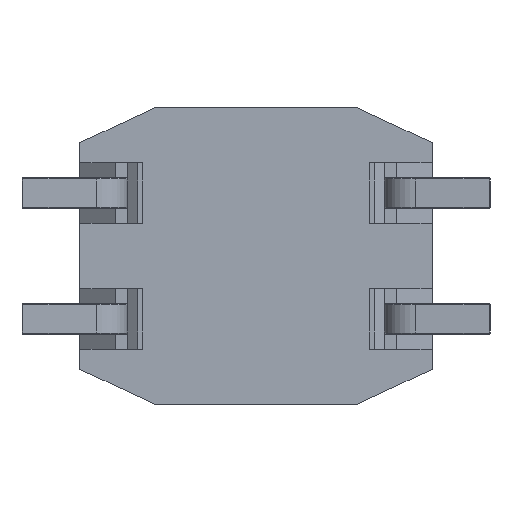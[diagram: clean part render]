
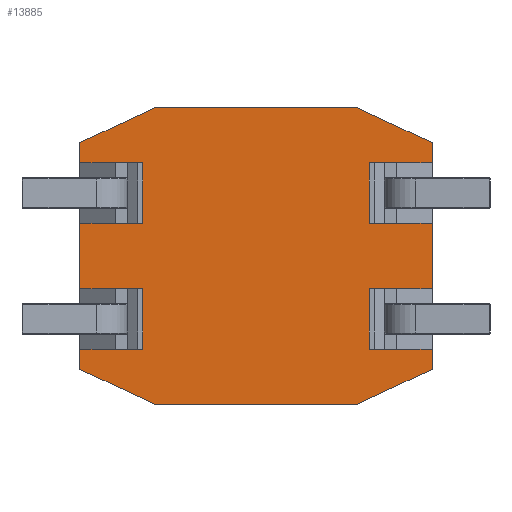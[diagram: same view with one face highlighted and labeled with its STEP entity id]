
A CAD part, front view. The second image highlights one B-rep face of the part: STEP entity #13885.
In plain terms, the highlighted planar face has unit normal (0, -1, 0).
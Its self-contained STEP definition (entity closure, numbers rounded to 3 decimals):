
#54=DIRECTION('',(0.,0.,1.));
#55=VECTOR('',#54,1.3);
#56=CARTESIAN_POINT('',(-3.5,0.,-0.65));
#57=LINE('',#56,#55);
#58=DIRECTION('',(0.,0.,1.));
#59=VECTOR('',#58,1.2);
#60=CARTESIAN_POINT('',(-2.25,0.,0.65));
#61=LINE('',#60,#59);
#62=DIRECTION('',(0.,0.,1.));
#63=VECTOR('',#62,0.4);
#64=CARTESIAN_POINT('',(-3.5,0.,1.85));
#65=LINE('',#64,#63);
#66=DIRECTION('',(0.906,0.,0.423));
#67=VECTOR('',#66,1.655);
#68=CARTESIAN_POINT('',(-3.5,0.,2.25));
#69=LINE('',#68,#67);
#70=DIRECTION('',(1.,0.,0.));
#71=VECTOR('',#70,4.);
#72=CARTESIAN_POINT('',(-2.,0.,2.95));
#73=LINE('',#72,#71);
#74=DIRECTION('',(0.906,0.,-0.423));
#75=VECTOR('',#74,1.655);
#76=CARTESIAN_POINT('',(2.,0.,2.95));
#77=LINE('',#76,#75);
#78=DIRECTION('',(0.,0.,-1.));
#79=VECTOR('',#78,0.4);
#80=CARTESIAN_POINT('',(3.5,0.,2.25));
#81=LINE('',#80,#79);
#82=DIRECTION('',(0.,0.,1.));
#83=VECTOR('',#82,1.2);
#84=CARTESIAN_POINT('',(2.25,0.,0.65));
#85=LINE('',#84,#83);
#86=DIRECTION('',(0.,0.,-1.));
#87=VECTOR('',#86,1.3);
#88=CARTESIAN_POINT('',(3.5,0.,0.65));
#89=LINE('',#88,#87);
#90=DIRECTION('',(0.,0.,-1.));
#91=VECTOR('',#90,1.2);
#92=CARTESIAN_POINT('',(2.25,0.,-0.65));
#93=LINE('',#92,#91);
#94=DIRECTION('',(0.,0.,-1.));
#95=VECTOR('',#94,0.4);
#96=CARTESIAN_POINT('',(3.5,0.,-1.85));
#97=LINE('',#96,#95);
#98=DIRECTION('',(-0.906,0.,-0.423));
#99=VECTOR('',#98,1.655);
#100=CARTESIAN_POINT('',(3.5,0.,-2.25));
#101=LINE('',#100,#99);
#102=DIRECTION('',(-1.,0.,0.));
#103=VECTOR('',#102,4.);
#104=CARTESIAN_POINT('',(2.,0.,-2.95));
#105=LINE('',#104,#103);
#106=DIRECTION('',(-0.906,0.,0.423));
#107=VECTOR('',#106,1.655);
#108=CARTESIAN_POINT('',(-2.,0.,-2.95));
#109=LINE('',#108,#107);
#110=DIRECTION('',(0.,0.,1.));
#111=VECTOR('',#110,0.4);
#112=CARTESIAN_POINT('',(-3.5,0.,-2.25));
#113=LINE('',#112,#111);
#114=DIRECTION('',(0.,0.,-1.));
#115=VECTOR('',#114,1.2);
#116=CARTESIAN_POINT('',(-2.25,0.,-0.65));
#117=LINE('',#116,#115);
#130=DIRECTION('',(1.,0.,0.));
#131=VECTOR('',#130,1.25);
#132=CARTESIAN_POINT('',(-3.5,0.,-0.65));
#133=LINE('',#132,#131);
#158=DIRECTION('',(-1.,0.,0.));
#159=VECTOR('',#158,1.25);
#160=CARTESIAN_POINT('',(-2.25,0.,-1.85));
#161=LINE('',#160,#159);
#335=DIRECTION('',(-1.,0.,0.));
#336=VECTOR('',#335,1.25);
#337=CARTESIAN_POINT('',(-2.25,0.,0.65));
#338=LINE('',#337,#336);
#480=DIRECTION('',(1.,0.,0.));
#481=VECTOR('',#480,1.25);
#482=CARTESIAN_POINT('',(-3.5,0.,1.85));
#483=LINE('',#482,#481);
#9591=DIRECTION('',(-1.,0.,0.));
#9592=VECTOR('',#9591,1.25);
#9593=CARTESIAN_POINT('',(3.5,0.,0.65));
#9594=LINE('',#9593,#9592);
#9740=DIRECTION('',(1.,0.,0.));
#9741=VECTOR('',#9740,1.25);
#9742=CARTESIAN_POINT('',(2.25,0.,1.85));
#9743=LINE('',#9742,#9741);
#9983=DIRECTION('',(-1.,0.,0.));
#9984=VECTOR('',#9983,1.25);
#9985=CARTESIAN_POINT('',(3.5,0.,-1.85));
#9986=LINE('',#9985,#9984);
#10007=DIRECTION('',(1.,0.,0.));
#10008=VECTOR('',#10007,1.25);
#10009=CARTESIAN_POINT('',(2.25,0.,-0.65));
#10010=LINE('',#10009,#10008);
#10450=CARTESIAN_POINT('',(-3.5,0.,2.25));
#10451=CARTESIAN_POINT('',(-2.,0.,2.95));
#10452=VERTEX_POINT('',#10450);
#10453=VERTEX_POINT('',#10451);
#10454=CARTESIAN_POINT('',(2.,0.,2.95));
#10455=VERTEX_POINT('',#10454);
#10456=CARTESIAN_POINT('',(3.5,0.,2.25));
#10457=VERTEX_POINT('',#10456);
#10458=CARTESIAN_POINT('',(3.5,0.,-2.25));
#10459=CARTESIAN_POINT('',(2.,0.,-2.95));
#10460=VERTEX_POINT('',#10458);
#10461=VERTEX_POINT('',#10459);
#10462=CARTESIAN_POINT('',(-2.,0.,-2.95));
#10463=VERTEX_POINT('',#10462);
#10464=CARTESIAN_POINT('',(-3.5,0.,-2.25));
#10465=VERTEX_POINT('',#10464);
#10482=CARTESIAN_POINT('',(3.5,0.,-1.85));
#10484=VERTEX_POINT('',#10482);
#10486=CARTESIAN_POINT('',(3.5,0.,-0.65));
#10488=VERTEX_POINT('',#10486);
#10490=CARTESIAN_POINT('',(-3.5,0.,-1.85));
#10492=VERTEX_POINT('',#10490);
#10494=CARTESIAN_POINT('',(-3.5,0.,-0.65));
#10496=VERTEX_POINT('',#10494);
#10498=CARTESIAN_POINT('',(3.5,0.,0.65));
#10500=VERTEX_POINT('',#10498);
#10502=CARTESIAN_POINT('',(3.5,0.,1.85));
#10504=VERTEX_POINT('',#10502);
#10506=CARTESIAN_POINT('',(-3.5,0.,0.65));
#10508=VERTEX_POINT('',#10506);
#10510=CARTESIAN_POINT('',(-3.5,0.,1.85));
#10512=VERTEX_POINT('',#10510);
#10538=CARTESIAN_POINT('',(-2.25,0.,0.65));
#10539=CARTESIAN_POINT('',(-2.25,0.,1.85));
#10540=VERTEX_POINT('',#10538);
#10541=VERTEX_POINT('',#10539);
#10542=CARTESIAN_POINT('',(2.25,0.,0.65));
#10543=CARTESIAN_POINT('',(2.25,0.,1.85));
#10544=VERTEX_POINT('',#10542);
#10545=VERTEX_POINT('',#10543);
#10554=CARTESIAN_POINT('',(-2.25,0.,-0.65));
#10555=VERTEX_POINT('',#10554);
#10556=CARTESIAN_POINT('',(2.25,0.,-0.65));
#10557=VERTEX_POINT('',#10556);
#10558=CARTESIAN_POINT('',(-2.25,0.,-1.85));
#10559=VERTEX_POINT('',#10558);
#10560=CARTESIAN_POINT('',(2.25,0.,-1.85));
#10561=VERTEX_POINT('',#10560);
#13830=CARTESIAN_POINT('',(0.,0.,0.));
#13831=DIRECTION('',(0.,1.,0.));
#13832=DIRECTION('',(1.,0.,0.));
#13833=AXIS2_PLACEMENT_3D('',#13830,#13831,#13832);
#13834=PLANE('',#13833);
#13836=ORIENTED_EDGE('',*,*,#13835,.F.);
#13838=ORIENTED_EDGE('',*,*,#13837,.T.);
#13840=ORIENTED_EDGE('',*,*,#13839,.F.);
#13842=ORIENTED_EDGE('',*,*,#13841,.T.);
#13844=ORIENTED_EDGE('',*,*,#13843,.F.);
#13846=ORIENTED_EDGE('',*,*,#13845,.T.);
#13848=ORIENTED_EDGE('',*,*,#13847,.T.);
#13850=ORIENTED_EDGE('',*,*,#13849,.T.);
#13852=ORIENTED_EDGE('',*,*,#13851,.T.);
#13854=ORIENTED_EDGE('',*,*,#13853,.T.);
#13856=ORIENTED_EDGE('',*,*,#13855,.F.);
#13858=ORIENTED_EDGE('',*,*,#13857,.F.);
#13860=ORIENTED_EDGE('',*,*,#13859,.F.);
#13862=ORIENTED_EDGE('',*,*,#13861,.T.);
#13864=ORIENTED_EDGE('',*,*,#13863,.F.);
#13866=ORIENTED_EDGE('',*,*,#13865,.T.);
#13868=ORIENTED_EDGE('',*,*,#13867,.F.);
#13870=ORIENTED_EDGE('',*,*,#13869,.T.);
#13872=ORIENTED_EDGE('',*,*,#13871,.T.);
#13874=ORIENTED_EDGE('',*,*,#13873,.T.);
#13876=ORIENTED_EDGE('',*,*,#13875,.T.);
#13878=ORIENTED_EDGE('',*,*,#13877,.T.);
#13880=ORIENTED_EDGE('',*,*,#13879,.F.);
#13882=ORIENTED_EDGE('',*,*,#13881,.F.);
#13883=EDGE_LOOP('',(#13836,#13838,#13840,#13842,#13844,#13846,#13848,#13850,
#13852,#13854,#13856,#13858,#13860,#13862,#13864,#13866,#13868,#13870,#13872,
#13874,#13876,#13878,#13880,#13882));
#13884=FACE_OUTER_BOUND('',#13883,.F.);
#13835=EDGE_CURVE('',#10496,#10555,#133,.T.);
#13837=EDGE_CURVE('',#10496,#10508,#57,.T.);
#13839=EDGE_CURVE('',#10540,#10508,#338,.T.);
#13841=EDGE_CURVE('',#10540,#10541,#61,.T.);
#13843=EDGE_CURVE('',#10512,#10541,#483,.T.);
#13845=EDGE_CURVE('',#10512,#10452,#65,.T.);
#13847=EDGE_CURVE('',#10452,#10453,#69,.T.);
#13849=EDGE_CURVE('',#10453,#10455,#73,.T.);
#13851=EDGE_CURVE('',#10455,#10457,#77,.T.);
#13853=EDGE_CURVE('',#10457,#10504,#81,.T.);
#13855=EDGE_CURVE('',#10545,#10504,#9743,.T.);
#13857=EDGE_CURVE('',#10544,#10545,#85,.T.);
#13859=EDGE_CURVE('',#10500,#10544,#9594,.T.);
#13861=EDGE_CURVE('',#10500,#10488,#89,.T.);
#13863=EDGE_CURVE('',#10557,#10488,#10010,.T.);
#13865=EDGE_CURVE('',#10557,#10561,#93,.T.);
#13867=EDGE_CURVE('',#10484,#10561,#9986,.T.);
#13869=EDGE_CURVE('',#10484,#10460,#97,.T.);
#13871=EDGE_CURVE('',#10460,#10461,#101,.T.);
#13873=EDGE_CURVE('',#10461,#10463,#105,.T.);
#13875=EDGE_CURVE('',#10463,#10465,#109,.T.);
#13877=EDGE_CURVE('',#10465,#10492,#113,.T.);
#13879=EDGE_CURVE('',#10559,#10492,#161,.T.);
#13881=EDGE_CURVE('',#10555,#10559,#117,.T.);
#13885=ADVANCED_FACE('',(#13884),#13834,.F.);
